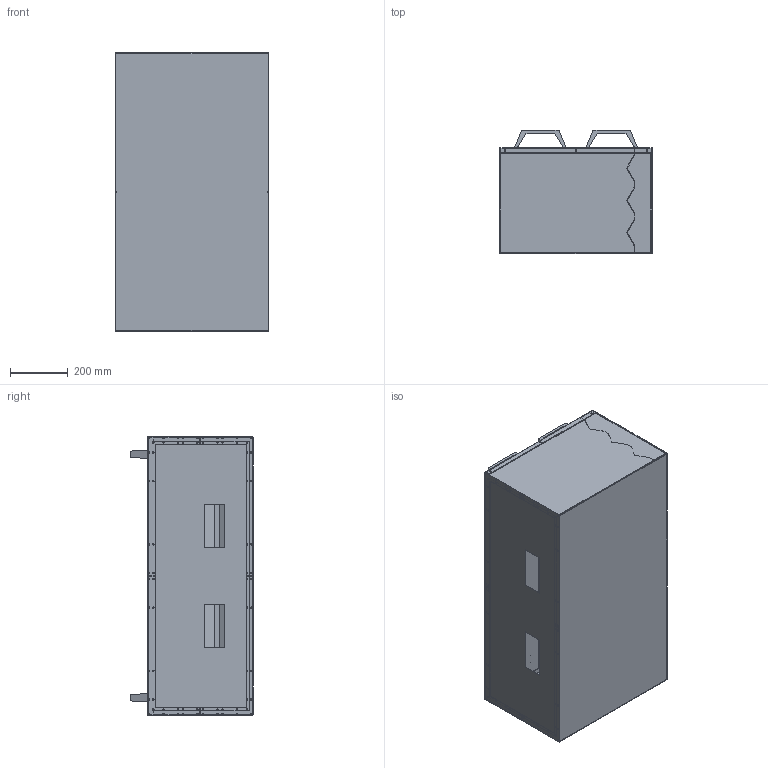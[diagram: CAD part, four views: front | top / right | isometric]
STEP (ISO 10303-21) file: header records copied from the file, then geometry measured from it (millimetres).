
FILE_DESCRIPTION (( 'STEP AP214' ), '1' );
FILE_NAME ('KFD 9030-A.STEP', '2009-11-23T14:14:33', ( 'Wolfgang Schmidt' ), ( 'WS-KO' ), 'SwSTEP 2.0', 'SolidWorks 2009', '' );
FILE_SCHEMA (( 'AUTOMOTIVE_DESIGN' ));
Length unit declared in the file: millimetre
Products named in the file (1): KFD 9030-A
Bounding box: 534 x 427 x 967 mm (x, y, z)
Volume: 5301493 mm3; surface area: 4524566.7 mm2
Topology: 1 solids, 1 shells, 974 faces, 2158 edges, 1296 vertices
Faces by surface type: cylinder 338, plane 332, torus 288, sphere 16
Entity records: 26984 total; most frequent: DIRECTION 5328, CARTESIAN_POINT 4437, ORIENTED_EDGE 4284, AXIS2_PLACEMENT_3D 2219, EDGE_CURVE 2142, VERTEX_POINT 1296, CIRCLE 1244, EDGE_LOOP 1134
